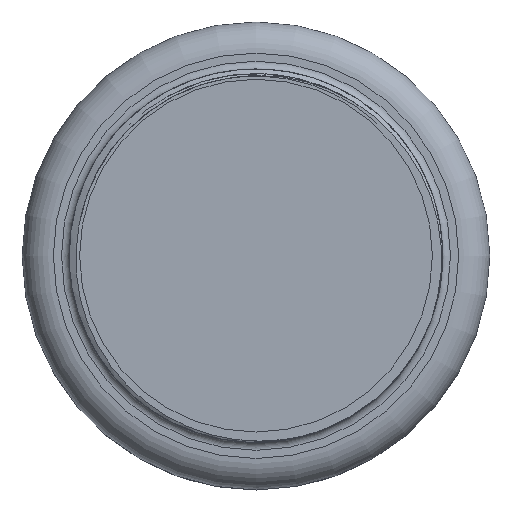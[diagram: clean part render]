
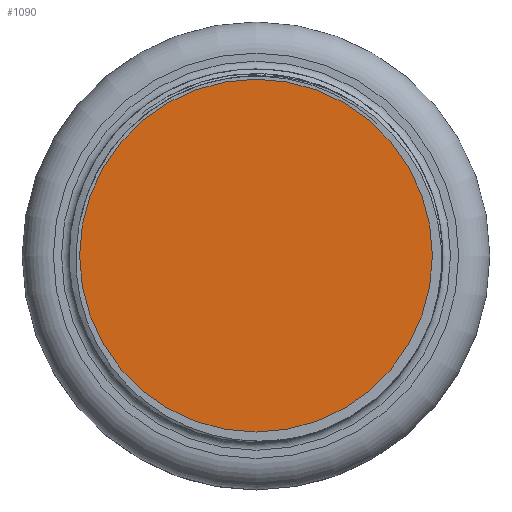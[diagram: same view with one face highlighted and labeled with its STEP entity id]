
A CAD part, top view. The second image highlights one B-rep face of the part: STEP entity #1090.
In plain terms, the highlighted planar face has unit normal (0, 0, 1).
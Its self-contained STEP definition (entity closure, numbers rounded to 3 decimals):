
#33=PLANE('',#1182);
#73=FACE_OUTER_BOUND('',#143,.T.);
#143=EDGE_LOOP('',(#761,#762,#763,#764));
#214=CIRCLE('',#1183,135.);
#215=CIRCLE('',#1184,135.);
#353=LINE('',#3397,#392);
#354=LINE('',#3400,#393);
#392=VECTOR('',#1338,10.);
#393=VECTOR('',#1341,10.);
#454=VERTEX_POINT('',#3393);
#455=VERTEX_POINT('',#3394);
#456=VERTEX_POINT('',#3396);
#457=VERTEX_POINT('',#3398);
#575=EDGE_CURVE('',#454,#455,#214,.T.);
#576=EDGE_CURVE('',#455,#456,#353,.T.);
#577=EDGE_CURVE('',#456,#457,#215,.T.);
#578=EDGE_CURVE('',#457,#454,#354,.T.);
#761=ORIENTED_EDGE('',*,*,#575,.T.);
#762=ORIENTED_EDGE('',*,*,#576,.T.);
#763=ORIENTED_EDGE('',*,*,#577,.T.);
#764=ORIENTED_EDGE('',*,*,#578,.T.);
#1090=ADVANCED_FACE('',(#73),#33,.F.);
#1182=AXIS2_PLACEMENT_3D('',#3392,#1334,#1335);
#1183=AXIS2_PLACEMENT_3D('',#3395,#1336,#1337);
#1184=AXIS2_PLACEMENT_3D('',#3399,#1339,#1340);
#1334=DIRECTION('center_axis',(0.,0.,-1.));
#1335=DIRECTION('ref_axis',(1.,0.,0.));
#1336=DIRECTION('center_axis',(0.,0.,1.));
#1337=DIRECTION('ref_axis',(-1.,0.,0.));
#1338=DIRECTION('',(1.,0.,0.));
#1339=DIRECTION('center_axis',(0.,0.,1.));
#1340=DIRECTION('ref_axis',(1.,0.,0.));
#1341=DIRECTION('',(-1.,0.,0.));
#3392=CARTESIAN_POINT('Origin',(0.,0.,-237.));
#3393=CARTESIAN_POINT('',(-70.711,115.,-237.));
#3394=CARTESIAN_POINT('',(-70.711,-115.,-237.));
#3395=CARTESIAN_POINT('Origin',(0.,0.,-237.));
#3396=CARTESIAN_POINT('',(70.711,-115.,-237.));
#3397=CARTESIAN_POINT('',(36.056,-115.,-237.));
#3398=CARTESIAN_POINT('',(70.711,115.,-237.));
#3399=CARTESIAN_POINT('Origin',(0.,0.,-237.));
#3400=CARTESIAN_POINT('',(-36.056,115.,-237.));
